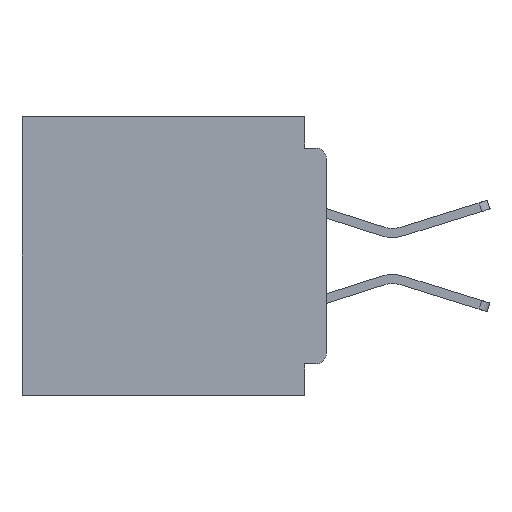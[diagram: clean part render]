
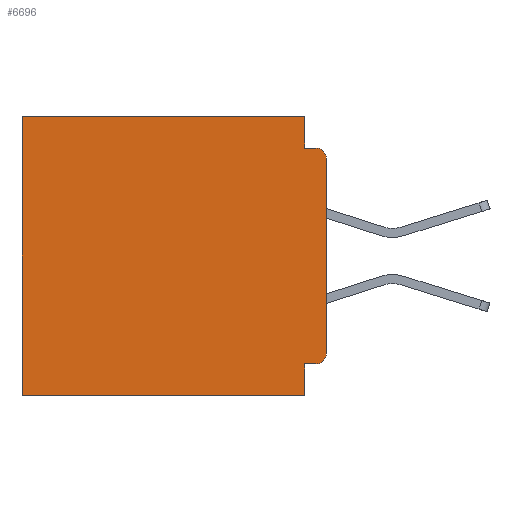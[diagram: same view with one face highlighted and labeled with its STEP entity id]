
A CAD part, left-side view. The second image highlights one B-rep face of the part: STEP entity #6696.
In plain terms, the highlighted planar face has unit normal (-1, 0, 0).
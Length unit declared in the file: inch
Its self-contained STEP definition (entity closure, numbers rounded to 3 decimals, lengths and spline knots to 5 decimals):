
#284 = AXIS2_PLACEMENT_3D ( 'NONE', #35548, #9165, #40000 ) ;
#1945 = DIRECTION ( 'NONE',  ( 0., 0., -1. ) ) ;
#2414 = DIRECTION ( 'NONE',  ( 0., 0., -1. ) ) ;
#3055 = EDGE_CURVE ( 'NONE', #51469, #54915, #41240, .T. ) ;
#5348 = EDGE_CURVE ( 'NONE', #9314, #54915, #14183, .T. ) ;
#5539 = DIRECTION ( 'NONE',  ( 0., 0., -1. ) ) ;
#6190 = ORIENTED_EDGE ( 'NONE', *, *, #38390, .F. ) ;
#6696 = ADVANCED_FACE ( 'NONE', ( #14009 ), #46412, .F. ) ;
#6954 = EDGE_CURVE ( 'NONE', #12460, #21362, #11913, .T. ) ;
#7063 = LINE ( 'NONE', #17318, #18840 ) ;
#7195 = ORIENTED_EDGE ( 'NONE', *, *, #31307, .T. ) ;
#7303 = VECTOR ( 'NONE', #43666, 39.37008 ) ;
#7935 = CARTESIAN_POINT ( 'NONE',  ( 0.3, 0.015, -0.045 ) ) ;
#8346 = CARTESIAN_POINT ( 'NONE',  ( 0.3, 0., -0.045 ) ) ;
#8375 = CARTESIAN_POINT ( 'NONE',  ( 0.3, 0.437, -0.4 ) ) ;
#9165 = DIRECTION ( 'NONE',  ( -1., 0., 0. ) ) ;
#9314 = VERTEX_POINT ( 'NONE', #54383 ) ;
#11322 = CARTESIAN_POINT ( 'NONE',  ( 0.3, 0.031, -0.355 ) ) ;
#11913 = LINE ( 'NONE', #39476, #44299 ) ;
#12157 = EDGE_CURVE ( 'NONE', #51469, #23433, #52034, .T. ) ;
#12460 = VERTEX_POINT ( 'NONE', #50731 ) ;
#13123 = CARTESIAN_POINT ( 'NONE',  ( 0.3, 0.031, -0.4 ) ) ;
#13287 = VERTEX_POINT ( 'NONE', #13123 ) ;
#14009 = FACE_OUTER_BOUND ( 'NONE', #27315, .T. ) ;
#14125 = VECTOR ( 'NONE', #19758, 39.37008 ) ;
#14183 = CIRCLE ( 'NONE', #34777, 0.015 ) ;
#15472 = CARTESIAN_POINT ( 'NONE',  ( 0.3, 0.437, -0.4 ) ) ;
#17065 = EDGE_CURVE ( 'NONE', #9314, #27374, #48104, .T. ) ;
#17318 = CARTESIAN_POINT ( 'NONE',  ( 0.3, 0., -0.4 ) ) ;
#17855 = VECTOR ( 'NONE', #1945, 39.37008 ) ;
#18784 = ORIENTED_EDGE ( 'NONE', *, *, #19398, .F. ) ;
#18840 = VECTOR ( 'NONE', #56732, 39.37008 ) ;
#18895 = ORIENTED_EDGE ( 'NONE', *, *, #17065, .F. ) ;
#19398 = EDGE_CURVE ( 'NONE', #12460, #45803, #49272, .T. ) ;
#19758 = DIRECTION ( 'NONE',  ( 0., 0., -1. ) ) ;
#20056 = DIRECTION ( 'NONE',  ( 1., 0., 0. ) ) ;
#21362 = VERTEX_POINT ( 'NONE', #33655 ) ;
#21569 = CARTESIAN_POINT ( 'NONE',  ( 0.3, 0., -0.34 ) ) ;
#22049 = EDGE_CURVE ( 'NONE', #45803, #23433, #22981, .T. ) ;
#22981 = LINE ( 'NONE', #8346, #56753 ) ;
#23433 = VERTEX_POINT ( 'NONE', #7935 ) ;
#24265 = CARTESIAN_POINT ( 'NONE',  ( 0.3, 0., -0.4 ) ) ;
#27315 = EDGE_LOOP ( 'NONE', ( #49410, #34972, #42968, #18784, #55466, #7195, #50210, #6190, #18895, #50738 ) ) ;
#27374 = VERTEX_POINT ( 'NONE', #11322 ) ;
#27511 = CARTESIAN_POINT ( 'NONE',  ( 0.3, 0.031, -0.4 ) ) ;
#27606 = EDGE_CURVE ( 'NONE', #13287, #54654, #7063, .T. ) ;
#28834 = DIRECTION ( 'NONE',  ( -1., 0., 0. ) ) ;
#29352 = LINE ( 'NONE', #8375, #7303 ) ;
#29755 = DIRECTION ( 'NONE',  ( 0., 1., 0. ) ) ;
#31307 = EDGE_CURVE ( 'NONE', #21362, #54654, #29352, .T. ) ;
#33057 = CARTESIAN_POINT ( 'NONE',  ( 0.3, 0.031, -0.045 ) ) ;
#33655 = CARTESIAN_POINT ( 'NONE',  ( 0.3, 0.437, 0. ) ) ;
#34777 = AXIS2_PLACEMENT_3D ( 'NONE', #55217, #28834, #2414 ) ;
#34947 = DIRECTION ( 'NONE',  ( 0., -1., 0. ) ) ;
#34972 = ORIENTED_EDGE ( 'NONE', *, *, #12157, .T. ) ;
#35548 = CARTESIAN_POINT ( 'NONE',  ( 0.3, 0.015, -0.06 ) ) ;
#36372 = VECTOR ( 'NONE', #29755, 39.37008 ) ;
#38390 = EDGE_CURVE ( 'NONE', #27374, #13287, #50614, .T. ) ;
#39476 = CARTESIAN_POINT ( 'NONE',  ( 0.3, 0., 0. ) ) ;
#40000 = DIRECTION ( 'NONE',  ( 0., 0., -1. ) ) ;
#40284 = VECTOR ( 'NONE', #5539, 39.37008 ) ;
#41240 = LINE ( 'NONE', #53064, #17855 ) ;
#41711 = CARTESIAN_POINT ( 'NONE',  ( 0.3, 0.031, 0. ) ) ;
#42968 = ORIENTED_EDGE ( 'NONE', *, *, #22049, .F. ) ;
#43666 = DIRECTION ( 'NONE',  ( 0., 0., -1. ) ) ;
#44299 = VECTOR ( 'NONE', #56980, 39.37008 ) ;
#45803 = VERTEX_POINT ( 'NONE', #33057 ) ;
#46412 = PLANE ( 'NONE',  #53983 ) ;
#48104 = LINE ( 'NONE', #56171, #36372 ) ;
#49272 = LINE ( 'NONE', #41711, #14125 ) ;
#49410 = ORIENTED_EDGE ( 'NONE', *, *, #3055, .F. ) ;
#49998 = CARTESIAN_POINT ( 'NONE',  ( 0.3, 0., -0.06 ) ) ;
#50210 = ORIENTED_EDGE ( 'NONE', *, *, #27606, .F. ) ;
#50614 = LINE ( 'NONE', #27511, #40284 ) ;
#50731 = CARTESIAN_POINT ( 'NONE',  ( 0.3, 0.031, 0. ) ) ;
#50738 = ORIENTED_EDGE ( 'NONE', *, *, #5348, .T. ) ;
#50847 = DIRECTION ( 'NONE',  ( 0., 0., -1. ) ) ;
#51469 = VERTEX_POINT ( 'NONE', #49998 ) ;
#52034 = CIRCLE ( 'NONE', #284, 0.015 ) ;
#53064 = CARTESIAN_POINT ( 'NONE',  ( 0.3, 0., -0.4 ) ) ;
#53983 = AXIS2_PLACEMENT_3D ( 'NONE', #24265, #20056, #50847 ) ;
#54383 = CARTESIAN_POINT ( 'NONE',  ( 0.3, 0.015, -0.355 ) ) ;
#54654 = VERTEX_POINT ( 'NONE', #15472 ) ;
#54915 = VERTEX_POINT ( 'NONE', #21569 ) ;
#55217 = CARTESIAN_POINT ( 'NONE',  ( 0.3, 0.015, -0.34 ) ) ;
#55466 = ORIENTED_EDGE ( 'NONE', *, *, #6954, .T. ) ;
#56171 = CARTESIAN_POINT ( 'NONE',  ( 0.3, 0., -0.355 ) ) ;
#56732 = DIRECTION ( 'NONE',  ( 0., 1., 0. ) ) ;
#56753 = VECTOR ( 'NONE', #34947, 39.37008 ) ;
#56980 = DIRECTION ( 'NONE',  ( 0., 1., 0. ) ) ;
